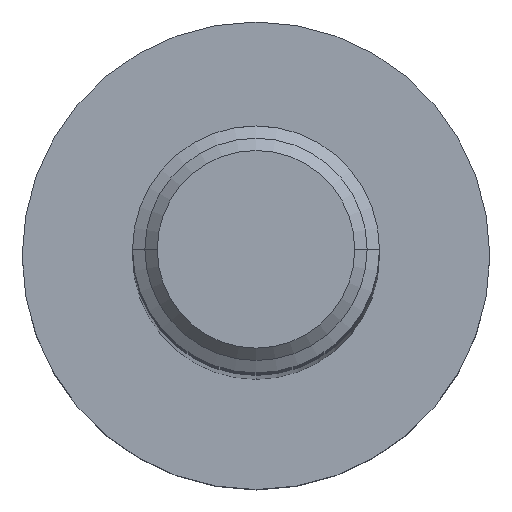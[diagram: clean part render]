
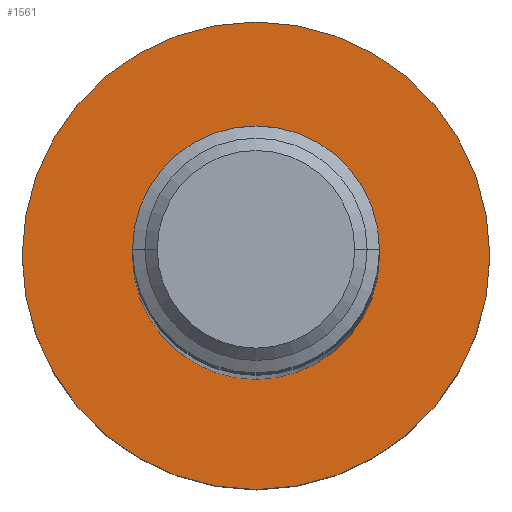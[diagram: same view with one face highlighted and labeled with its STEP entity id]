
A CAD part, top view. The second image highlights one B-rep face of the part: STEP entity #1561.
In plain terms, the highlighted planar face has unit normal (0, 0, 1).
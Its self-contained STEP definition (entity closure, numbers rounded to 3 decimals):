
#153 = EDGE_CURVE ( 'NONE', #154, #155, #3868, .T. ) ;
#154 = VERTEX_POINT ( 'NONE', #3932 ) ;
#155 = VERTEX_POINT ( 'NONE', #3931 ) ;
#321 = EDGE_CURVE ( 'NONE', #155, #154, #4392, .T. ) ;
#1398 = ORIENTED_EDGE ( 'NONE', *, *, #1399, .F. ) ;
#1399 = EDGE_CURVE ( 'NONE', #2248, #2247, #5663, .T. ) ;
#1400 = EDGE_LOOP ( 'NONE', ( #1401, #1402 ) ) ;
#1401 = ORIENTED_EDGE ( 'NONE', *, *, #321, .T. ) ;
#1402 = ORIENTED_EDGE ( 'NONE', *, *, #153, .T. ) ;
#1560 = EDGE_LOOP ( 'NONE', ( #1562, #1398 ) ) ;
#1561 = ADVANCED_FACE ( 'NONE', ( #5890, #5889 ), #5888, .F. ) ;
#1562 = ORIENTED_EDGE ( 'NONE', *, *, #2246, .F. ) ;
#2246 = EDGE_CURVE ( 'NONE', #2247, #2248, #7538, .T. ) ;
#2247 = VERTEX_POINT ( 'NONE', #7533 ) ;
#2248 = VERTEX_POINT ( 'NONE', #7532 ) ;
#3868 = CIRCLE ( 'NONE', #3936, 1.5 ) ;
#3931 = CARTESIAN_POINT ( 'NONE',  ( 0., -1.5, 0. ) ) ;
#3932 = CARTESIAN_POINT ( 'NONE',  ( 0., 1.5, 0. ) ) ;
#3933 = DIRECTION ( 'NONE',  ( 0., 1., 0. ) ) ;
#3934 = DIRECTION ( 'NONE',  ( 0., 0., -1. ) ) ;
#3935 = CARTESIAN_POINT ( 'NONE',  ( 0., 0., 0. ) ) ;
#3936 = AXIS2_PLACEMENT_3D ( 'NONE', #3935, #3934, #3933 ) ;
#4265 = DIRECTION ( 'NONE',  ( 0., 1., 0. ) ) ;
#4266 = DIRECTION ( 'NONE',  ( 0., 0., -1. ) ) ;
#4267 = CARTESIAN_POINT ( 'NONE',  ( 0., 0., 0. ) ) ;
#4268 = AXIS2_PLACEMENT_3D ( 'NONE', #4267, #4266, #4265 ) ;
#4392 = CIRCLE ( 'NONE', #4268, 1.5 ) ;
#5660 = DIRECTION ( 'NONE',  ( 0., 1., 0. ) ) ;
#5661 = DIRECTION ( 'NONE',  ( 0., 0., -1. ) ) ;
#5662 = AXIS2_PLACEMENT_3D ( 'NONE', #5669, #5661, #5660 ) ;
#5663 = CIRCLE ( 'NONE', #5662, 2.84 ) ;
#5669 = CARTESIAN_POINT ( 'NONE',  ( 0., 0., 0. ) ) ;
#5883 = DIRECTION ( 'NONE',  ( 0., 1., 0. ) ) ;
#5884 = DIRECTION ( 'NONE',  ( 0., 0., -1. ) ) ;
#5885 = AXIS2_PLACEMENT_3D ( 'NONE', #5887, #5884, #5883 ) ;
#5887 = CARTESIAN_POINT ( 'NONE',  ( 0., 0., 0. ) ) ;
#5888 = PLANE ( 'NONE',  #5885 ) ;
#5889 = FACE_BOUND ( 'NONE', #1400, .T. ) ;
#5890 = FACE_OUTER_BOUND ( 'NONE', #1560, .T. ) ;
#7532 = CARTESIAN_POINT ( 'NONE',  ( 0., -2.84, 0. ) ) ;
#7533 = CARTESIAN_POINT ( 'NONE',  ( 0., 2.84, 0. ) ) ;
#7534 = DIRECTION ( 'NONE',  ( 0., 1., 0. ) ) ;
#7535 = DIRECTION ( 'NONE',  ( 0., 0., -1. ) ) ;
#7536 = CARTESIAN_POINT ( 'NONE',  ( 0., 0., 0. ) ) ;
#7537 = AXIS2_PLACEMENT_3D ( 'NONE', #7536, #7535, #7534 ) ;
#7538 = CIRCLE ( 'NONE', #7537, 2.84 ) ;
